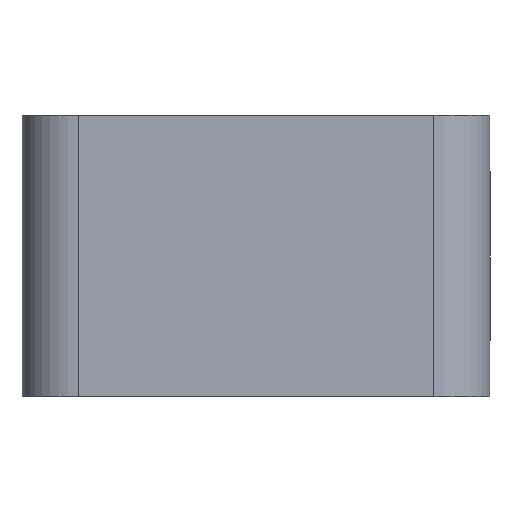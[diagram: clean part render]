
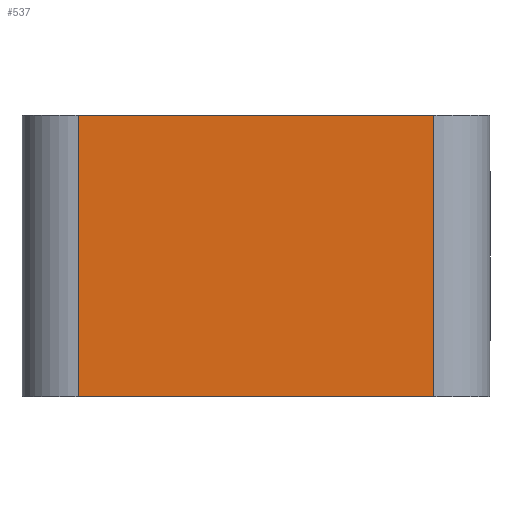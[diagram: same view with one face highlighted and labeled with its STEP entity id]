
A CAD part, left-side view. The second image highlights one B-rep face of the part: STEP entity #537.
In plain terms, the highlighted planar face has unit normal (-1, 0, 0).
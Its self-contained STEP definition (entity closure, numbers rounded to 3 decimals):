
#49 = VECTOR ( 'NONE', #1133, 1000. ) ;
#52 = CARTESIAN_POINT ( 'NONE',  ( 0., 3., 20. ) ) ;
#53 = LINE ( 'NONE', #770, #49 ) ;
#121 = ORIENTED_EDGE ( 'NONE', *, *, #675, .T. ) ;
#159 = DIRECTION ( 'NONE',  ( 0., 0., 1. ) ) ;
#165 = VERTEX_POINT ( 'NONE', #233 ) ;
#182 = CARTESIAN_POINT ( 'NONE',  ( 0., 21.971, 35. ) ) ;
#193 = CARTESIAN_POINT ( 'NONE',  ( 0., 21.971, 20. ) ) ;
#233 = CARTESIAN_POINT ( 'NONE',  ( 0., 3., 35. ) ) ;
#256 = ORIENTED_EDGE ( 'NONE', *, *, #497, .T. ) ;
#289 = VERTEX_POINT ( 'NONE', #52 ) ;
#389 = CARTESIAN_POINT ( 'NONE',  ( 0., 0., 20. ) ) ;
#394 = EDGE_CURVE ( 'NONE', #1134, #1040, #53, .T. ) ;
#407 = LINE ( 'NONE', #389, #947 ) ;
#451 = FACE_OUTER_BOUND ( 'NONE', #1016, .T. ) ;
#465 = PLANE ( 'NONE',  #1098 ) ;
#497 = EDGE_CURVE ( 'NONE', #165, #1134, #1021, .T. ) ;
#505 = CARTESIAN_POINT ( 'NONE',  ( 0., 0., 35. ) ) ;
#537 = ADVANCED_FACE ( 'NONE', ( #451 ), #465, .T. ) ;
#538 = DIRECTION ( 'NONE',  ( 0., 0., 1. ) ) ;
#580 = DIRECTION ( 'NONE',  ( 0., 1., 0. ) ) ;
#611 = DIRECTION ( 'NONE',  ( -1., 0., 0. ) ) ;
#644 = LINE ( 'NONE', #1090, #820 ) ;
#675 = EDGE_CURVE ( 'NONE', #289, #165, #644, .T. ) ;
#731 = ORIENTED_EDGE ( 'NONE', *, *, #394, .T. ) ;
#770 = CARTESIAN_POINT ( 'NONE',  ( 0., 21.971, 35. ) ) ;
#796 = VECTOR ( 'NONE', #580, 1000. ) ;
#797 = CARTESIAN_POINT ( 'NONE',  ( 0., 0., 35. ) ) ;
#819 = ORIENTED_EDGE ( 'NONE', *, *, #831, .F. ) ;
#820 = VECTOR ( 'NONE', #159, 1000. ) ;
#831 = EDGE_CURVE ( 'NONE', #289, #1040, #407, .T. ) ;
#947 = VECTOR ( 'NONE', #1010, 1000. ) ;
#1010 = DIRECTION ( 'NONE',  ( 0., 1., 0. ) ) ;
#1016 = EDGE_LOOP ( 'NONE', ( #819, #121, #256, #731 ) ) ;
#1021 = LINE ( 'NONE', #505, #796 ) ;
#1040 = VERTEX_POINT ( 'NONE', #193 ) ;
#1090 = CARTESIAN_POINT ( 'NONE',  ( 0., 3., 35. ) ) ;
#1098 = AXIS2_PLACEMENT_3D ( 'NONE', #797, #611, #538 ) ;
#1133 = DIRECTION ( 'NONE',  ( 0., 0., -1. ) ) ;
#1134 = VERTEX_POINT ( 'NONE', #182 ) ;
